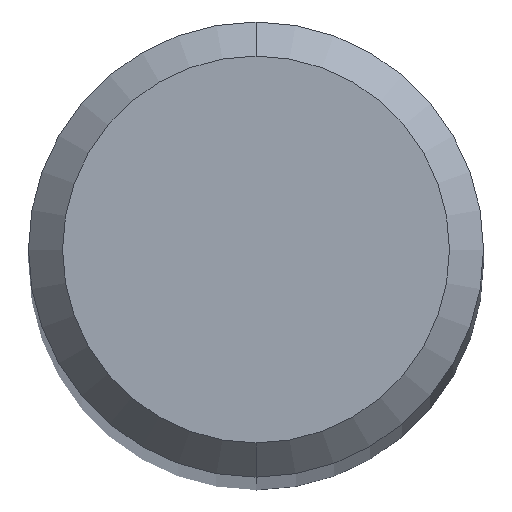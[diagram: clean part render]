
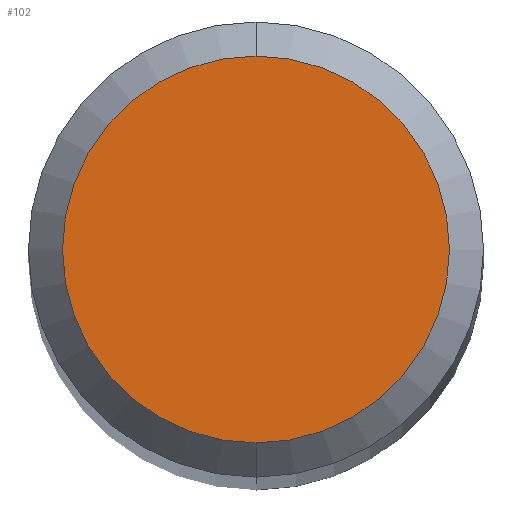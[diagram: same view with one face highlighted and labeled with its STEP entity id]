
A CAD part, top view. The second image highlights one B-rep face of the part: STEP entity #102.
In plain terms, the highlighted planar face has unit normal (0, 0, 1).
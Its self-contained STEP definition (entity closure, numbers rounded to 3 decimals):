
#102=ADVANCED_FACE('',(#242),#243,.T.);
#122=VERTEX_POINT('',#266);
#172=EDGE_CURVE('',#122,#196,#320,.T.);
#178=EDGE_CURVE('',#196,#122,#326,.T.);
#196=VERTEX_POINT('',#346);
#242=FACE_OUTER_BOUND('',#387,.T.);
#243=PLANE('',#388);
#266=CARTESIAN_POINT('',(0.,-1.7,0.0));
#320=CIRCLE('',#489,1.7);
#326=CIRCLE('',#497,1.7);
#346=CARTESIAN_POINT('',(0.0,1.7,0.0));
#387=EDGE_LOOP('',(#565,#566));
#388=AXIS2_PLACEMENT_3D('',#567,#568,#569);
#489=AXIS2_PLACEMENT_3D('',#666,#667,#668);
#497=AXIS2_PLACEMENT_3D('',#672,#673,#674);
#565=ORIENTED_EDGE('',*,*,#178,.F.);
#566=ORIENTED_EDGE('',*,*,#172,.F.);
#567=CARTESIAN_POINT('',(0.0,0.85,0.0));
#568=DIRECTION('',(-0.0,0.0,1.0));
#569=DIRECTION('',(0.0,-1.0,0.0));
#666=CARTESIAN_POINT('',(0.0,0.0,0.0));
#667=DIRECTION('',(0.0,0.0,-1.0));
#668=DIRECTION('',(0.0,1.0,0.0));
#672=CARTESIAN_POINT('',(0.0,0.0,0.0));
#673=DIRECTION('',(0.0,0.0,-1.0));
#674=DIRECTION('',(0.0,1.0,0.0));
